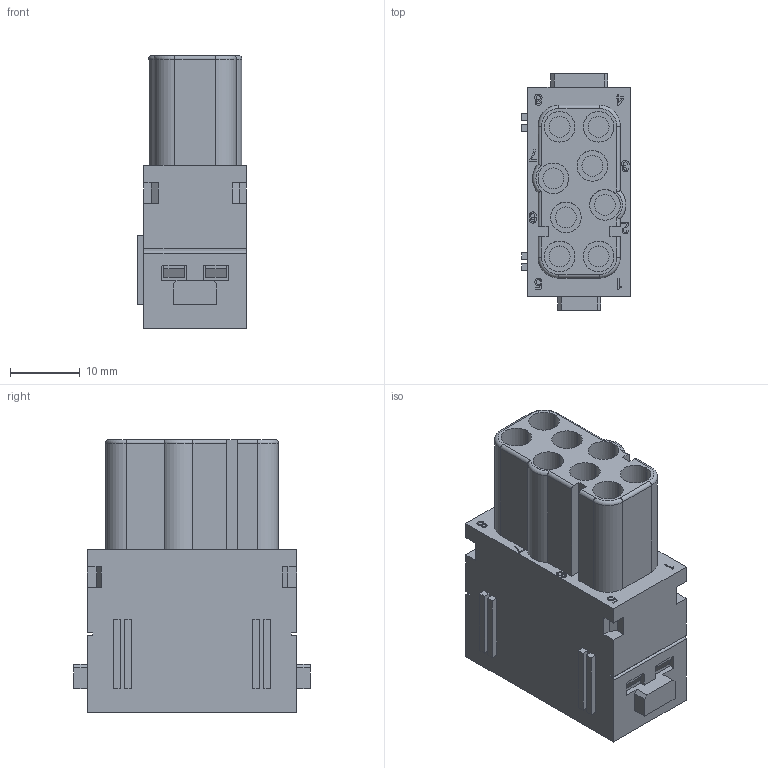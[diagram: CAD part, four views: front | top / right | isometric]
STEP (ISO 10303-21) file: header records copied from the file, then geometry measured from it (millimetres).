
FILE_DESCRIPTION(('Creo Elements/Direct Modeling STEP Export'),'2;1');
FILE_NAME('0ln7uvk5h3let3i1216','2022-02-07T10:59:40',(''),(''),'Creo Elements/Direct Modeling STEP processor for AP214 (Solid Model)','Creo Elements/Direct Modeling 20.1B 02-Apr-2019 (C) Parametric Technology GmbH','');
FILE_SCHEMA(('AUTOMOTIVE_DESIGN { 1 0 10303 214 1 1 1 1 }'));
Length unit declared in the file: millimetre
Products named in the file (2): CX_08_CYF
Assembly tree (1 placements, depth 2):
  CX_08_CYF
    CX_08_CYF
Bounding box: 15.6 x 34 x 39.15 mm (x, y, z)
Volume: 13010.9 mm3; surface area: 6934.4 mm2
Topology: 1 solids, 1 shells, 1147 faces, 3440 edges, 2335 vertices
Faces by surface type: plane 775, cylinder 286, torus 62, sphere 16, cone 8
Entity records: 49075 total; most frequent: CARTESIAN_POINT 8430, ORIENTED_EDGE 6848, DIRECTION 6172, EDGE_CURVE 3424, VECTOR 2672, LINE 2672, VERTEX_POINT 2335, AXIS2_PLACEMENT_3D 1750
